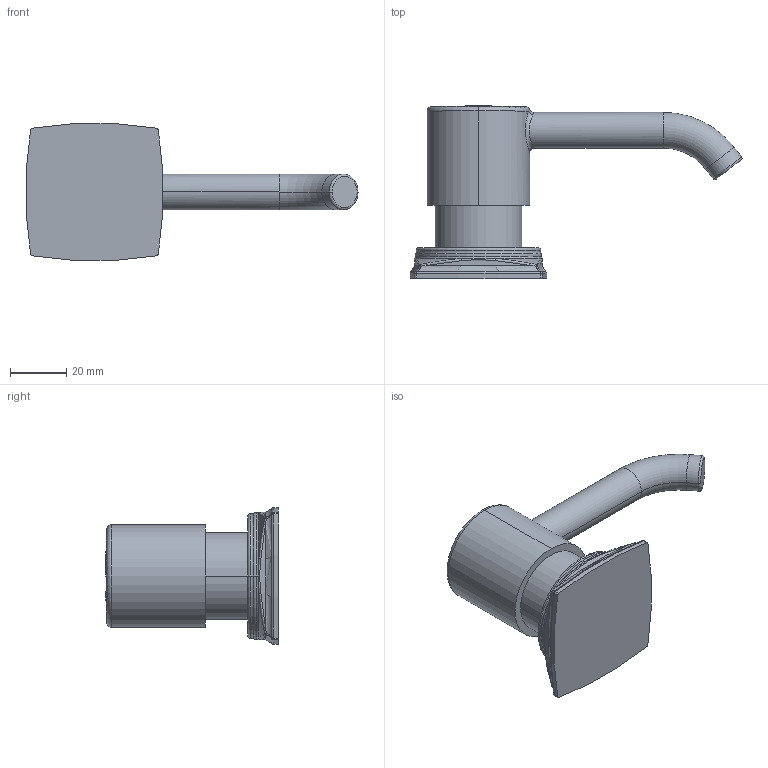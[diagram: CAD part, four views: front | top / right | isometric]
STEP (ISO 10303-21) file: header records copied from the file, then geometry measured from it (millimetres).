
FILE_DESCRIPTION((''),'2;1');
FILE_NAME('3160-5721','2021-04-27T10:32:26',('jinson.thomas'),(''),'CREO PARAMETRIC BY PTC INC, 2018400','CREO PARAMETRIC BY PTC INC, 2018400','');
FILE_SCHEMA(('CONFIG_CONTROL_DESIGN'));
Length unit declared in the file: inch
Products named in the file (1): 3160-5721
Bounding box: 117.94 x 61.37 x 48.61 mm (x, y, z)
Volume: 77510.2 mm3; surface area: 14838.5 mm2
Topology: 1 solids, 1 shells, 90 faces, 196 edges, 108 vertices
Faces by surface type: bspline 34, torus 22, cylinder 20, sphere 10, plane 4
Entity records: 3723 total; most frequent: CARTESIAN_POINT 1919, ORIENTED_EDGE 388, DIRECTION 356, EDGE_CURVE 194, AXIS2_PLACEMENT_3D 170, CIRCLE 114, VERTEX_POINT 108, EDGE_LOOP 92
